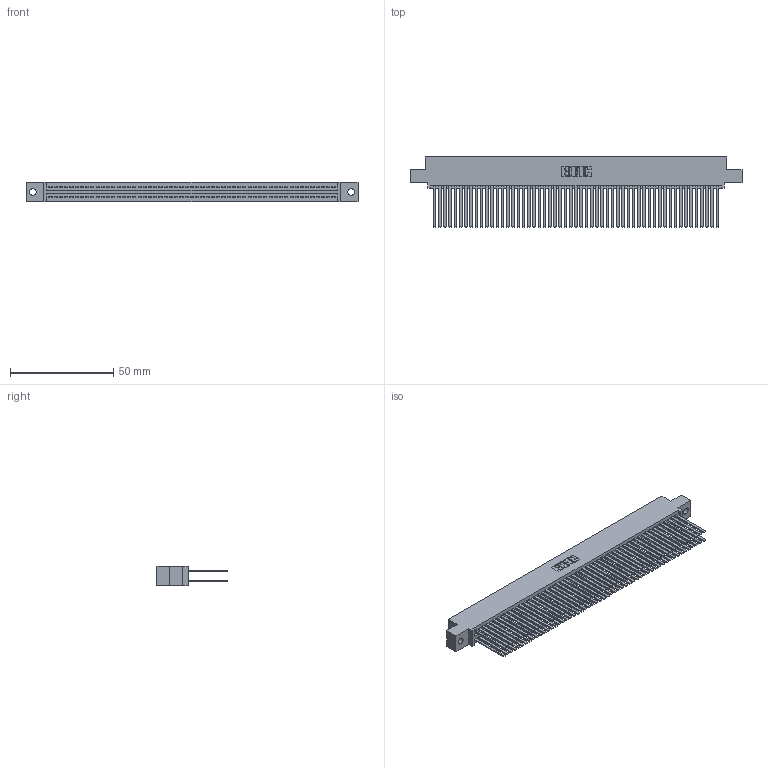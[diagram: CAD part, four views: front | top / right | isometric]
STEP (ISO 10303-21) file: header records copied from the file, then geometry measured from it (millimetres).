
FILE_DESCRIPTION (( 'STEP AP203' ), '1' );
FILE_NAME ('395-110-544-502.STEP', '2019-10-27T11:23:40', ( '' ), ( '' ), 'SwSTEP 2.0', 'SolidWorks 2016', '' );
FILE_SCHEMA (( 'CONFIG_CONTROL_DESIGN' ));
Length unit declared in the file: inch
Products named in the file (3): 345-292-001_345-293-144; 395-110-544-502; 345 Part_0.110 Offset - 0.128 Dia
Assembly tree (111 placements, depth 2):
  395-110-544-502
    345 Part_0.110 Offset - 0.128 Dia
    345-292-001_345-293-144  x110
Bounding box: 160.91 x 33.96 x 9.4 mm (x, y, z)
Volume: 17183.5 mm3; surface area: 29991.4 mm2
Topology: 111 solids, 111 shells, 4970 faces, 14763 edges, 9694 vertices
Faces by surface type: plane 3274, cylinder 1696
Entity records: 41355 total; most frequent: CARTESIAN_POINT 6920, ORIENTED_EDGE 6854, DIRECTION 6083, EDGE_CURVE 3427, LINE 3079, VECTOR 3079, VERTEX_POINT 2282, AXIS2_PLACEMENT_3D 1502
